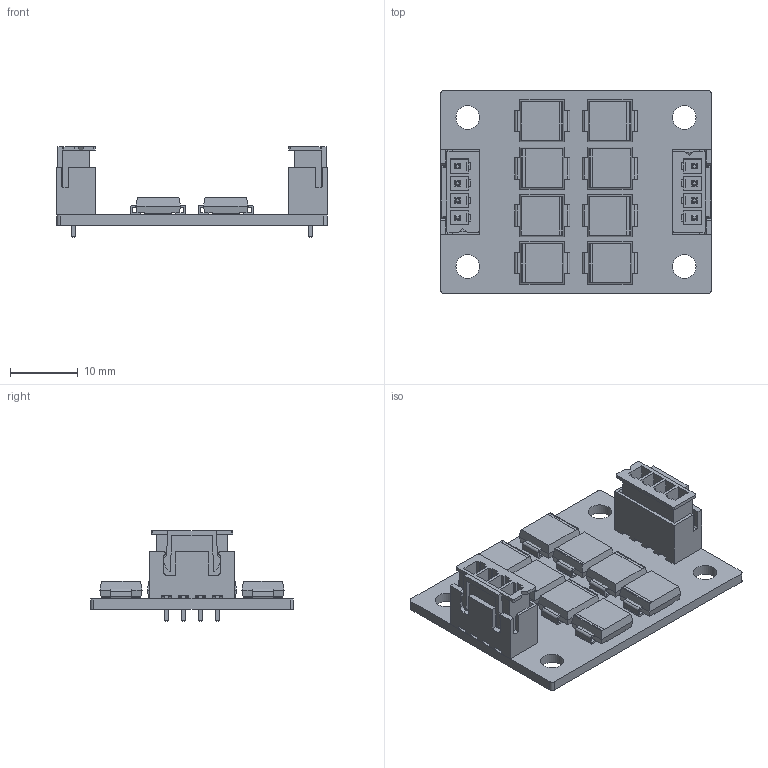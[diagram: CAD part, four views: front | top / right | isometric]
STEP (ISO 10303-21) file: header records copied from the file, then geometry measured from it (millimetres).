
FILE_DESCRIPTION(('FreeCAD Model'),'2;1');
FILE_NAME('TL-Smoother_8-Diodes.step','2019-12-01T16:22:26',('Sisil Galog' ),(''),'Open CASCADE STEP processor 7.3','FreeCAD','Unknown');
FILE_SCHEMA(('CONFIG_CONTROL_DESIGN','SHAPE_APPEARANCE_LAYER_MIM'));
Length unit declared in the file: millimetre
Products named in the file (13): XH2.54-4pin_female_002; DO-214AB_002; XH2.54-4pin_male_002; DO-214AB_003; DO-214AB_004; DO-214AB_005; DO-214AB_006; DO-214AB_008; XH2.54-4pin_male_001; DO-214AB_001; XH2.54-4pin_female_001; Smoother-PCB; DO-214AB_007
Bounding box: 40 x 30 x 13.4 mm (x, y, z)
Volume: 3404.9 mm3; surface area: 7047.3 mm2
Topology: 31 solids, 31 shells, 822 faces, 2140 edges, 1388 vertices
Faces by surface type: plane 726, cylinder 96
Full cylindrical faces by diameter (mm): 3.5 x4
Entity records: 28417 total; most frequent: CARTESIAN_POINT 4351, ORIENTED_EDGE 4280, DIRECTION 3978, EDGE_CURVE 2140, LINE 1948, VECTOR 1948, VERTEX_POINT 1388, AXIS2_PLACEMENT_3D 1015
